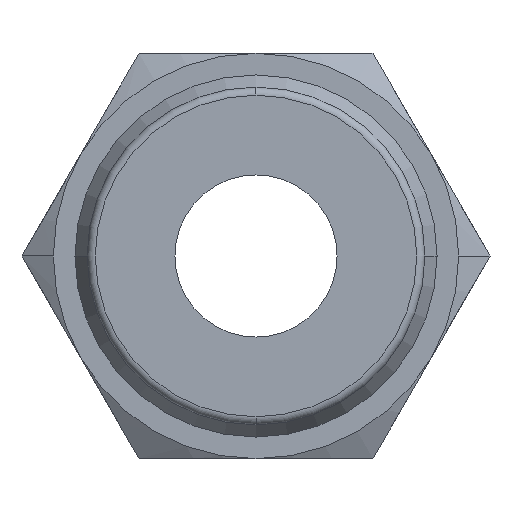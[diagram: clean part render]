
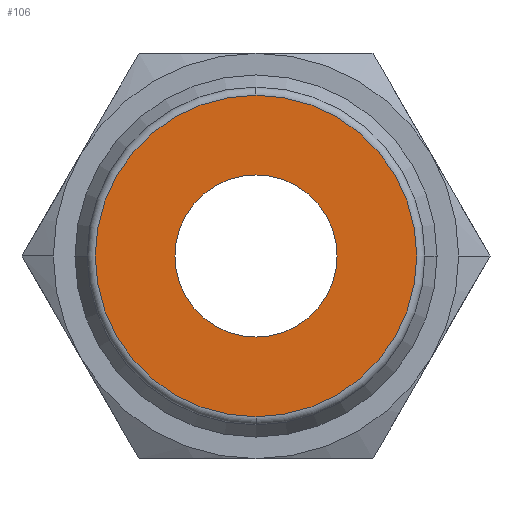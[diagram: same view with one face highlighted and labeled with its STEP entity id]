
A CAD part, front view. The second image highlights one B-rep face of the part: STEP entity #106.
In plain terms, the highlighted planar face has unit normal (0, -1, 0).
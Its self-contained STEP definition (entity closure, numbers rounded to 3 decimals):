
#106=ADVANCED_FACE('',(#231,#232),#233,.T.);
#231=FACE_BOUND('',#374,.T.);
#232=FACE_OUTER_BOUND('',#375,.T.);
#233=PLANE('',#376);
#374=EDGE_LOOP('',(#613,#614));
#375=EDGE_LOOP('',(#615,#616,#617));
#376=AXIS2_PLACEMENT_3D('',#618,#619,#620);
#613=ORIENTED_EDGE('',*,*,#898,.T.);
#614=ORIENTED_EDGE('',*,*,#899,.T.);
#615=ORIENTED_EDGE('',*,*,#900,.F.);
#616=ORIENTED_EDGE('',*,*,#901,.F.);
#617=ORIENTED_EDGE('',*,*,#902,.F.);
#618=CARTESIAN_POINT('',(2.975,0.0,0.0));
#619=DIRECTION('',(-0.0,-1.0,-0.0));
#620=DIRECTION('',(-1.0,0.0,0.0));
#898=EDGE_CURVE('',#1076,#1077,#1078,.T.);
#899=EDGE_CURVE('',#1077,#1076,#1079,.T.);
#900=EDGE_CURVE('',#1080,#1081,#1082,.T.);
#901=EDGE_CURVE('',#1083,#1080,#1084,.T.);
#902=EDGE_CURVE('',#1081,#1083,#1085,.T.);
#1076=VERTEX_POINT('',#1391);
#1077=VERTEX_POINT('',#1392);
#1078=CIRCLE('',#1393,3.0);
#1079=CIRCLE('',#1394,3.0);
#1080=VERTEX_POINT('',#1395);
#1081=VERTEX_POINT('',#1396);
#1082=CIRCLE('',#1397,5.95);
#1083=VERTEX_POINT('',#1398);
#1084=CIRCLE('',#1399,5.95);
#1085=CIRCLE('',#1400,5.95);
#1391=CARTESIAN_POINT('',(-3.0,0.0,0.));
#1392=CARTESIAN_POINT('',(3.0,0.0,0.));
#1393=AXIS2_PLACEMENT_3D('',#1624,#1625,#1626);
#1394=AXIS2_PLACEMENT_3D('',#1627,#1628,#1629);
#1395=CARTESIAN_POINT('',(5.95,0.0,0.0));
#1396=CARTESIAN_POINT('',(0.,0.0,-5.95));
#1397=AXIS2_PLACEMENT_3D('',#1630,#1631,#1632);
#1398=CARTESIAN_POINT('',(0.,0.0,5.95));
#1399=AXIS2_PLACEMENT_3D('',#1633,#1634,#1635);
#1400=AXIS2_PLACEMENT_3D('',#1636,#1637,#1638);
#1624=CARTESIAN_POINT('',(0.0,0.0,0.0));
#1625=DIRECTION('',(-0.0,1.0,0.0));
#1626=DIRECTION('',(1.0,0.0,0.0));
#1627=CARTESIAN_POINT('',(0.0,0.0,0.0));
#1628=DIRECTION('',(-0.0,1.0,0.0));
#1629=DIRECTION('',(1.0,0.0,0.0));
#1630=CARTESIAN_POINT('',(0.0,0.0,0.0));
#1631=DIRECTION('',(-0.0,1.0,0.0));
#1632=DIRECTION('',(1.0,0.0,0.0));
#1633=CARTESIAN_POINT('',(0.0,0.0,0.0));
#1634=DIRECTION('',(-0.0,1.0,0.0));
#1635=DIRECTION('',(1.0,0.0,0.0));
#1636=CARTESIAN_POINT('',(0.0,0.0,0.0));
#1637=DIRECTION('',(-0.0,1.0,0.0));
#1638=DIRECTION('',(1.0,0.0,0.0));
